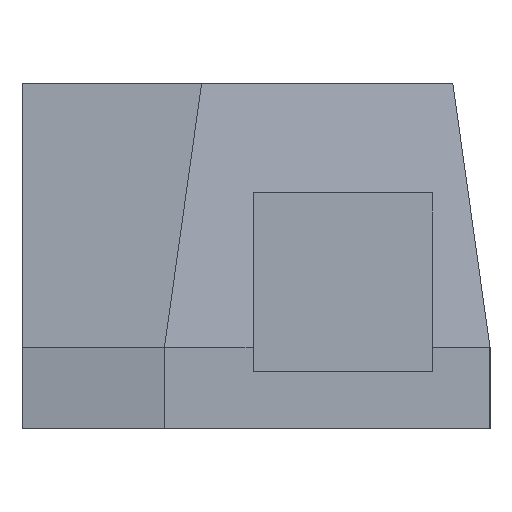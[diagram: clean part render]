
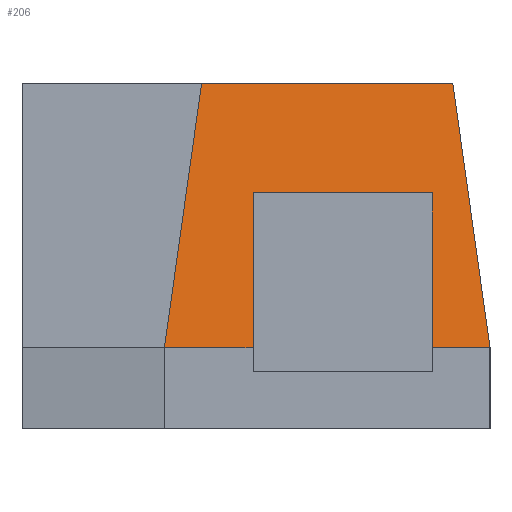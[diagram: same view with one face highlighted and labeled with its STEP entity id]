
A CAD part, left-side view. The second image highlights one B-rep face of the part: STEP entity #206.
In plain terms, the highlighted planar face has unit normal (-0.99, 0, 0.139).
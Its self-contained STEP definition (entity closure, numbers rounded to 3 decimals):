
#71 = VERTEX_POINT('',#72);
#72 = CARTESIAN_POINT('',(-48.16,109.83,-8.));
#123 = EDGE_CURVE('',#71,#124,#126,.T.);
#124 = VERTEX_POINT('',#125);
#125 = CARTESIAN_POINT('',(-48.16,107.652,-8.));
#126 = LINE('',#127,#128);
#127 = CARTESIAN_POINT('',(-48.16,109.83,-8.));
#128 = VECTOR('',#129,1.);
#129 = DIRECTION('',(-0.,-1.,-0.));
#141 = VERTEX_POINT('',#142);
#142 = CARTESIAN_POINT('',(-48.16,101.83,-8.));
#148 = EDGE_CURVE('',#149,#141,#151,.T.);
#149 = VERTEX_POINT('',#150);
#150 = CARTESIAN_POINT('',(-48.16,103.252,-8.));
#151 = LINE('',#152,#153);
#152 = CARTESIAN_POINT('',(-48.16,109.83,-8.));
#153 = VECTOR('',#154,1.);
#154 = DIRECTION('',(-0.,-1.,-0.));
#188 = VERTEX_POINT('',#189);
#189 = CARTESIAN_POINT('',(-47.247,108.916,-1.5));
#195 = EDGE_CURVE('',#71,#188,#196,.T.);
#196 = LINE('',#197,#198);
#197 = CARTESIAN_POINT('',(-47.961,109.63,
    -6.58));
#198 = VECTOR('',#199,1.);
#199 = DIRECTION('',(0.138,-0.138,0.981));
#206 = ADVANCED_FACE('',(#207),#248,.T.);
#207 = FACE_BOUND('',#208,.F.);
#208 = EDGE_LOOP('',(#209,#210,#211,#219,#225,#226,#234,#242));
#209 = ORIENTED_EDGE('',*,*,#123,.F.);
#210 = ORIENTED_EDGE('',*,*,#195,.T.);
#211 = ORIENTED_EDGE('',*,*,#212,.T.);
#212 = EDGE_CURVE('',#188,#213,#215,.T.);
#213 = VERTEX_POINT('',#214);
#214 = CARTESIAN_POINT('',(-47.247,102.744,-1.5));
#215 = LINE('',#216,#217);
#216 = CARTESIAN_POINT('',(-47.247,108.422,-1.5));
#217 = VECTOR('',#218,1.);
#218 = DIRECTION('',(-0.,-1.,-0.));
#219 = ORIENTED_EDGE('',*,*,#220,.F.);
#220 = EDGE_CURVE('',#141,#213,#221,.T.);
#221 = LINE('',#222,#223);
#222 = CARTESIAN_POINT('',(-48.084,101.906,
    -7.459));
#223 = VECTOR('',#224,1.);
#224 = DIRECTION('',(0.138,0.138,0.981));
#225 = ORIENTED_EDGE('',*,*,#148,.F.);
#226 = ORIENTED_EDGE('',*,*,#227,.T.);
#227 = EDGE_CURVE('',#149,#228,#230,.T.);
#228 = VERTEX_POINT('',#229);
#229 = CARTESIAN_POINT('',(-47.626,103.252,-4.2));
#230 = LINE('',#231,#232);
#231 = CARTESIAN_POINT('',(-47.899,103.252,
    -6.139));
#232 = VECTOR('',#233,1.);
#233 = DIRECTION('',(0.139,0.,0.99));
#234 = ORIENTED_EDGE('',*,*,#235,.T.);
#235 = EDGE_CURVE('',#228,#236,#238,.T.);
#236 = VERTEX_POINT('',#237);
#237 = CARTESIAN_POINT('',(-47.626,107.652,-4.2));
#238 = LINE('',#239,#240);
#239 = CARTESIAN_POINT('',(-47.626,108.741,-4.2));
#240 = VECTOR('',#241,1.);
#241 = DIRECTION('',(0.,1.,0.));
#242 = ORIENTED_EDGE('',*,*,#243,.T.);
#243 = EDGE_CURVE('',#236,#124,#244,.T.);
#244 = LINE('',#245,#246);
#245 = CARTESIAN_POINT('',(-48.202,107.652,
    -8.296));
#246 = VECTOR('',#247,1.);
#247 = DIRECTION('',(-0.139,0.,-0.99));
#248 = PLANE('',#249);
#249 = AXIS2_PLACEMENT_3D('',#250,#251,#252);
#250 = CARTESIAN_POINT('',(-48.16,109.83,-8.));
#251 = DIRECTION('',(-0.99,0.,0.139));
#252 = DIRECTION('',(0.,1.,0.));
